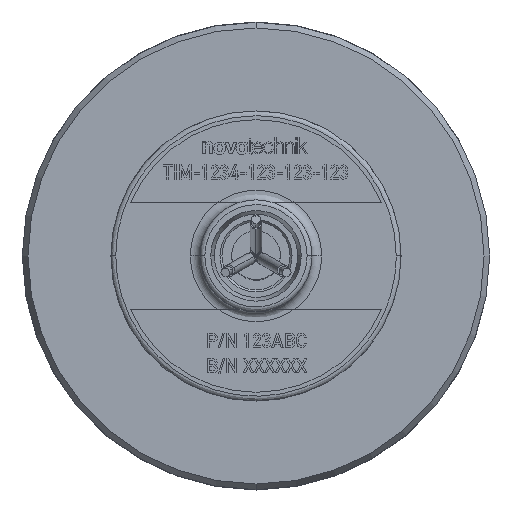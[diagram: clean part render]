
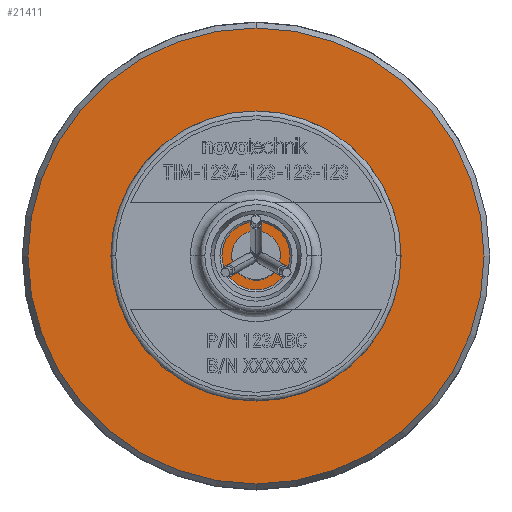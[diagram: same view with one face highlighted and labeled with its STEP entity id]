
A CAD part, top view. The second image highlights one B-rep face of the part: STEP entity #21411.
In plain terms, the highlighted planar face has unit normal (0, 0, 1).
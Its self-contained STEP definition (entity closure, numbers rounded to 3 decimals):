
#455 = AXIS2_PLACEMENT_3D ( 'NONE', #24607, #24602, #24572 ) ;
#1471 = EDGE_CURVE ( 'NONE', #23852, #9480, #24424, .T. ) ;
#1472 = DIRECTION ( 'NONE',  ( 1., 0., 0. ) ) ;
#1503 = DIRECTION ( 'NONE',  ( 0., 0., 1. ) ) ;
#1548 = CARTESIAN_POINT ( 'NONE',  ( 0., 22.451, 21.2 ) ) ;
#2867 = PLANE ( 'NONE',  #21681 ) ;
#9480 = VERTEX_POINT ( 'NONE', #19639 ) ;
#10044 = ORIENTED_EDGE ( 'NONE', *, *, #12995, .T. ) ;
#12995 = EDGE_CURVE ( 'NONE', #9480, #23852, #15144, .T. ) ;
#15144 = CIRCLE ( 'NONE', #455, 23.423 ) ;
#15296 = DIRECTION ( 'NONE',  ( 0., 1., 0. ) ) ;
#15385 = DIRECTION ( 'NONE',  ( 0., 0., 1. ) ) ;
#15419 = CARTESIAN_POINT ( 'NONE',  ( 0., -0.1, 21.2 ) ) ;
#16820 = AXIS2_PLACEMENT_3D ( 'NONE', #15419, #15385, #15296 ) ;
#17107 = EDGE_LOOP ( 'NONE', ( #17999, #10044 ) ) ;
#17999 = ORIENTED_EDGE ( 'NONE', *, *, #1471, .T. ) ;
#19639 = CARTESIAN_POINT ( 'NONE',  ( 0., -23.522, 21.2 ) ) ;
#21411 = ADVANCED_FACE ( 'NONE', ( #21477 ), #2867, .T. ) ;
#21477 = FACE_OUTER_BOUND ( 'NONE', #17107, .T. ) ;
#21681 = AXIS2_PLACEMENT_3D ( 'NONE', #1548, #1503, #1472 ) ;
#23352 = CARTESIAN_POINT ( 'NONE',  ( 0., 23.323, 21.2 ) ) ;
#23852 = VERTEX_POINT ( 'NONE', #23352 ) ;
#24424 = CIRCLE ( 'NONE', #16820, 23.423 ) ;
#24572 = DIRECTION ( 'NONE',  ( 0., 1., 0. ) ) ;
#24602 = DIRECTION ( 'NONE',  ( 0., 0., 1. ) ) ;
#24607 = CARTESIAN_POINT ( 'NONE',  ( 0., -0.1, 21.2 ) ) ;
